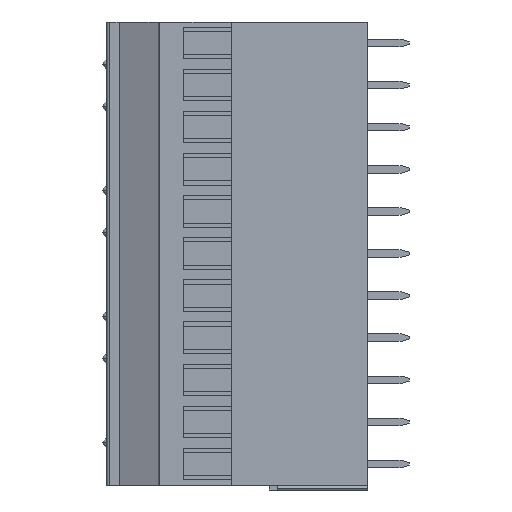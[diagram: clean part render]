
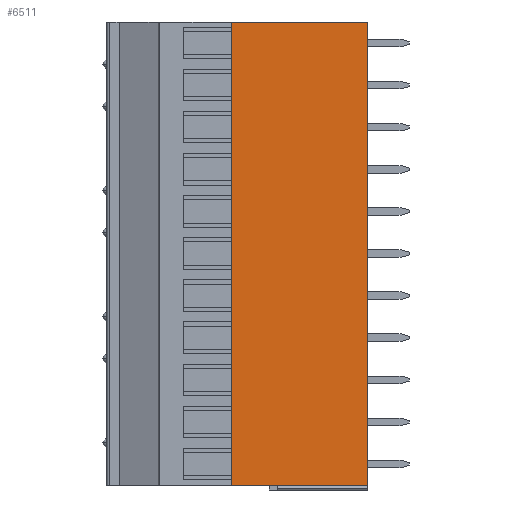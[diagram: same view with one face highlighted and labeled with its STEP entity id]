
A CAD part, left-side view. The second image highlights one B-rep face of the part: STEP entity #6511.
In plain terms, the highlighted planar face has unit normal (-1, 0, 0).
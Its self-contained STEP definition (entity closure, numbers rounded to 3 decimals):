
#40=DIRECTION('',(0.,-1.,0.));
#41=VECTOR('',#40,16.5);
#42=CARTESIAN_POINT('',(-5.55,0.75,53.34));
#43=LINE('',#42,#41);
#156=DIRECTION('',(0.,0.,-1.));
#157=VECTOR('',#156,55.88);
#158=CARTESIAN_POINT('',(-5.55,-15.75,53.34));
#159=LINE('',#158,#157);
#802=DIRECTION('',(0.,0.,-1.));
#803=VECTOR('',#802,55.88);
#804=CARTESIAN_POINT('',(-5.55,0.75,53.34));
#805=LINE('',#804,#803);
#870=DIRECTION('',(0.,-1.,0.));
#871=VECTOR('',#870,16.5);
#872=CARTESIAN_POINT('',(-5.55,0.75,-2.54));
#873=LINE('',#872,#871);
#4362=CARTESIAN_POINT('',(-5.55,0.75,53.34));
#4363=CARTESIAN_POINT('',(-5.55,-15.75,53.34));
#4364=VERTEX_POINT('',#4362);
#4365=VERTEX_POINT('',#4363);
#4386=CARTESIAN_POINT('',(-5.55,0.75,-2.54));
#4387=CARTESIAN_POINT('',(-5.55,-15.75,-2.54));
#4388=VERTEX_POINT('',#4386);
#4389=VERTEX_POINT('',#4387);
#6499=CARTESIAN_POINT('',(-5.55,0.75,53.34));
#6500=DIRECTION('',(-1.,0.,0.));
#6501=DIRECTION('',(0.,-1.,0.));
#6502=AXIS2_PLACEMENT_3D('',#6499,#6500,#6501);
#6503=PLANE('',#6502);
#6504=ORIENTED_EDGE('',*,*,#5633,.T.);
#6505=ORIENTED_EDGE('',*,*,#5722,.T.);
#6507=ORIENTED_EDGE('',*,*,#6506,.F.);
#6508=ORIENTED_EDGE('',*,*,#6224,.F.);
#6509=EDGE_LOOP('',(#6504,#6505,#6507,#6508));
#6510=FACE_OUTER_BOUND('',#6509,.F.);
#5633=EDGE_CURVE('',#4364,#4365,#43,.T.);
#5722=EDGE_CURVE('',#4365,#4389,#159,.T.);
#6224=EDGE_CURVE('',#4364,#4388,#805,.T.);
#6506=EDGE_CURVE('',#4388,#4389,#873,.T.);
#6511=ADVANCED_FACE('',(#6510),#6503,.T.);
